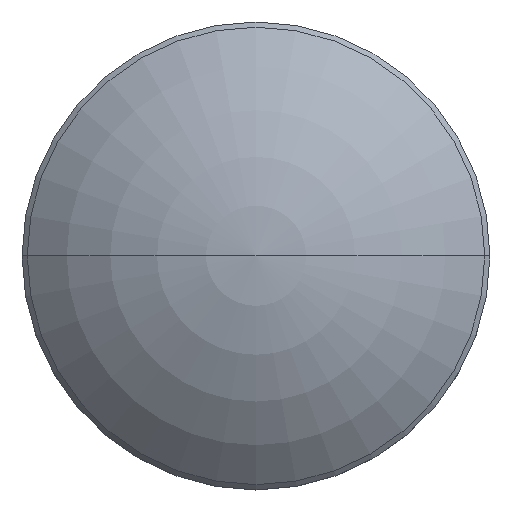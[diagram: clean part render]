
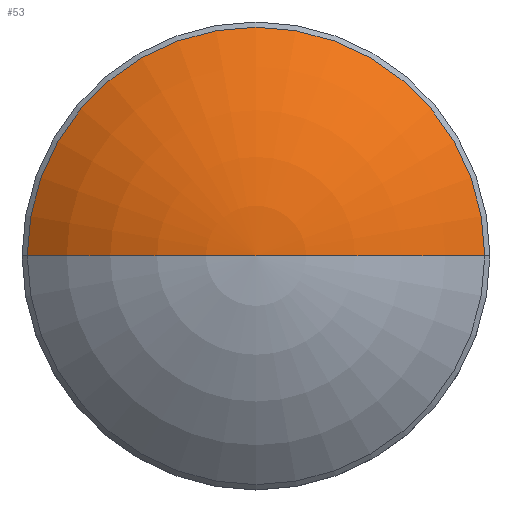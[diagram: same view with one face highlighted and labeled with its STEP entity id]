
A CAD part, top view. The second image highlights one B-rep face of the part: STEP entity #53.
In plain terms, the highlighted toroidal (fillet/blend) face has major radius 0.003 mm and minor radius 9.2 mm.
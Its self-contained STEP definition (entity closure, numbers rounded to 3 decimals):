
#5 = ORIENTED_EDGE ( 'NONE', *, *, #6, .F. ) ;
#6 = EDGE_CURVE ( 'NONE', #45, #54, #163, .T. ) ;
#38 = VERTEX_POINT ( 'NONE', #197 ) ;
#39 = EDGE_CURVE ( 'NONE', #45, #38, #195, .T. ) ;
#45 = VERTEX_POINT ( 'NONE', #196 ) ;
#51 = EDGE_CURVE ( 'NONE', #38, #54, #157, .T. ) ;
#52 = EDGE_LOOP ( 'NONE', ( #55, #71, #5 ) ) ;
#53 = ADVANCED_FACE ( 'NONE', ( #104 ), #90, .T. ) ;
#54 = VERTEX_POINT ( 'NONE', #80 ) ;
#55 = ORIENTED_EDGE ( 'NONE', *, *, #39, .T. ) ;
#71 = ORIENTED_EDGE ( 'NONE', *, *, #51, .T. ) ;
#80 = CARTESIAN_POINT ( 'NONE',  ( 0., 0., 2.17 ) ) ;
#82 = CARTESIAN_POINT ( 'NONE',  ( 0., 0., -7.03 ) ) ;
#83 = DIRECTION ( 'NONE',  ( -1., 0., 0. ) ) ;
#84 = DIRECTION ( 'NONE',  ( 0., 1., 0. ) ) ;
#85 = AXIS2_PLACEMENT_3D ( 'NONE', #89, #84, #83 ) ;
#89 = CARTESIAN_POINT ( 'NONE',  ( -0.003, 0., -7.03 ) ) ;
#90 = TOROIDAL_SURFACE ( 'NONE', #105, 0.003, 9.2 ) ;
#99 = DIRECTION ( 'NONE',  ( 1., 0., 0. ) ) ;
#100 = DIRECTION ( 'NONE',  ( 0., 0., 1. ) ) ;
#104 = FACE_OUTER_BOUND ( 'NONE', #52, .T. ) ;
#105 = AXIS2_PLACEMENT_3D ( 'NONE', #82, #100, #99 ) ;
#112 = DIRECTION ( 'NONE',  ( 0., 0., -1. ) ) ;
#113 = DIRECTION ( 'NONE',  ( 0., -1., 0. ) ) ;
#114 = CARTESIAN_POINT ( 'NONE',  ( 0.003, 0., -7.03 ) ) ;
#154 = DIRECTION ( 'NONE',  ( 1., 0., 0. ) ) ;
#155 = DIRECTION ( 'NONE',  ( 0., 0., 1. ) ) ;
#156 = CARTESIAN_POINT ( 'NONE',  ( 0., 0., -0.238 ) ) ;
#157 = CIRCLE ( 'NONE', #85, 9.2 ) ;
#160 = AXIS2_PLACEMENT_3D ( 'NONE', #114, #113, #112 ) ;
#163 = CIRCLE ( 'NONE', #160, 9.2 ) ;
#195 = CIRCLE ( 'NONE', #209, 6.209 ) ;
#196 = CARTESIAN_POINT ( 'NONE',  ( 6.209, 0., -0.238 ) ) ;
#197 = CARTESIAN_POINT ( 'NONE',  ( -6.209, 0., -0.238 ) ) ;
#209 = AXIS2_PLACEMENT_3D ( 'NONE', #156, #155, #154 ) ;
